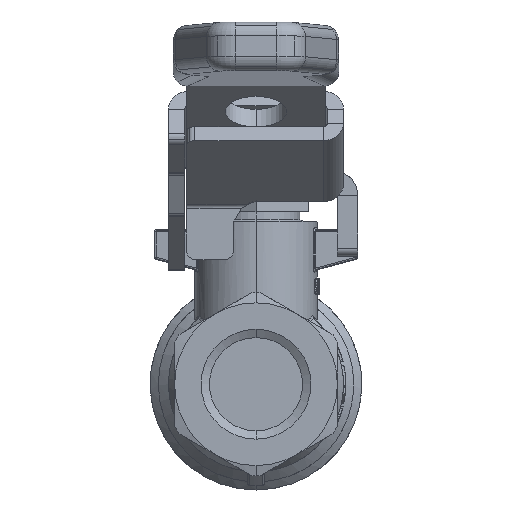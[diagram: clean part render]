
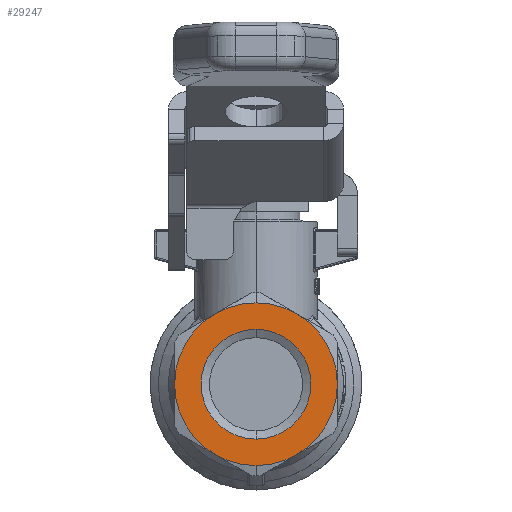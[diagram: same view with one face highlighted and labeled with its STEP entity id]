
A CAD part, front view. The second image highlights one B-rep face of the part: STEP entity #29247.
In plain terms, the highlighted planar face has unit normal (0, -1, 0).
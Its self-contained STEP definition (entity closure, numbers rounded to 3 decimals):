
#12796=CARTESIAN_POINT('',(-0.,-20.,6.75));
#12797=VERTEX_POINT('',#12796);
#12805=CARTESIAN_POINT('',(0.,-20.,-6.75));
#12806=VERTEX_POINT('',#12805);
#12807=CARTESIAN_POINT('',(0.,-20.,0.));
#12808=DIRECTION('',(0.,1.,-0.));
#12809=DIRECTION('',(-0.,0.,1.));
#12810=AXIS2_PLACEMENT_3D('',#12807,#12808,#12809);
#12811=CIRCLE('',#12810,6.75);
#12812=EDGE_CURVE('',#12806,#12797,#12811,.T.);
#12861=CARTESIAN_POINT('',(0.,-20.,-10.));
#12862=VERTEX_POINT('',#12861);
#12869=CARTESIAN_POINT('',(-5.,-20.,-8.66));
#12870=VERTEX_POINT('',#12869);
#12871=CARTESIAN_POINT('',(0.,-20.,0.));
#12872=DIRECTION('',(-0.,-1.,0.));
#12873=DIRECTION('',(0.,-0.,-1.));
#12874=AXIS2_PLACEMENT_3D('',#12871,#12872,#12873);
#12875=CIRCLE('',#12874,10.);
#12876=EDGE_CURVE('',#12870,#12862,#12875,.T.);
#12893=CARTESIAN_POINT('',(0.,-20.,10.));
#12894=VERTEX_POINT('',#12893);
#12901=CARTESIAN_POINT('',(5.,-20.,8.66));
#12902=VERTEX_POINT('',#12901);
#12903=CARTESIAN_POINT('',(0.,-20.,0.));
#12904=DIRECTION('',(-0.,-1.,0.));
#12905=DIRECTION('',(-0.,0.,1.));
#12906=AXIS2_PLACEMENT_3D('',#12903,#12904,#12905);
#12907=CIRCLE('',#12906,10.);
#12908=EDGE_CURVE('',#12902,#12894,#12907,.T.);
#25183=CARTESIAN_POINT('',(-10.,-20.,-0.));
#25184=VERTEX_POINT('',#25183);
#25206=CARTESIAN_POINT('',(0.,-20.,0.));
#25207=DIRECTION('',(-0.,-1.,0.));
#25208=DIRECTION('',(-0.,0.,1.));
#25209=AXIS2_PLACEMENT_3D('',#25206,#25207,#25208);
#25210=CIRCLE('',#25209,10.);
#25211=EDGE_CURVE('',#25184,#12870,#25210,.T.);
#25223=CARTESIAN_POINT('',(-5.,-20.,8.66));
#25224=VERTEX_POINT('',#25223);
#25246=CARTESIAN_POINT('',(0.,-20.,0.));
#25247=DIRECTION('',(-0.,-1.,0.));
#25248=DIRECTION('',(-0.,0.,1.));
#25249=AXIS2_PLACEMENT_3D('',#25246,#25247,#25248);
#25250=CIRCLE('',#25249,10.);
#25251=EDGE_CURVE('',#25224,#25184,#25250,.T.);
#25277=CARTESIAN_POINT('',(0.,-20.,0.));
#25278=DIRECTION('',(-0.,-1.,0.));
#25279=DIRECTION('',(-0.,0.,1.));
#25280=AXIS2_PLACEMENT_3D('',#25277,#25278,#25279);
#25281=CIRCLE('',#25280,10.);
#25282=EDGE_CURVE('',#12894,#25224,#25281,.T.);
#25300=CARTESIAN_POINT('',(10.,-20.,0.));
#25301=VERTEX_POINT('',#25300);
#25302=CARTESIAN_POINT('',(0.,-20.,0.));
#25303=DIRECTION('',(-0.,-1.,0.));
#25304=DIRECTION('',(-0.,0.,1.));
#25305=AXIS2_PLACEMENT_3D('',#25302,#25303,#25304);
#25306=CIRCLE('',#25305,10.);
#25307=EDGE_CURVE('',#25301,#12902,#25306,.T.);
#25340=CARTESIAN_POINT('',(5.,-20.,-8.66));
#25341=VERTEX_POINT('',#25340);
#25342=CARTESIAN_POINT('',(0.,-20.,0.));
#25343=DIRECTION('',(-0.,-1.,0.));
#25344=DIRECTION('',(-0.,0.,1.));
#25345=AXIS2_PLACEMENT_3D('',#25342,#25343,#25344);
#25346=CIRCLE('',#25345,10.);
#25347=EDGE_CURVE('',#25341,#25301,#25346,.T.);
#25388=CARTESIAN_POINT('',(0.,-20.,0.));
#25389=DIRECTION('',(-0.,-1.,0.));
#25390=DIRECTION('',(0.,-0.,-1.));
#25391=AXIS2_PLACEMENT_3D('',#25388,#25389,#25390);
#25392=CIRCLE('',#25391,10.);
#25393=EDGE_CURVE('',#12862,#25341,#25392,.T.);
#25555=CARTESIAN_POINT('',(0.,-20.,0.));
#25556=DIRECTION('',(0.,1.,-0.));
#25557=DIRECTION('',(-0.,0.,1.));
#25558=AXIS2_PLACEMENT_3D('',#25555,#25556,#25557);
#25559=CIRCLE('',#25558,6.75);
#25560=EDGE_CURVE('',#12797,#12806,#25559,.T.);
#29228=CARTESIAN_POINT('',(0.,-20.,10.375));
#29229=DIRECTION('',(-0.,-1.,0.));
#29230=DIRECTION('',(1.,-0.,0.));
#29231=AXIS2_PLACEMENT_3D('',#29228,#29229,#29230);
#29232=PLANE('',#29231);
#29233=ORIENTED_EDGE('',*,*,#12876,.T.);
#29234=ORIENTED_EDGE('',*,*,#25393,.T.);
#29235=ORIENTED_EDGE('',*,*,#25347,.T.);
#29236=ORIENTED_EDGE('',*,*,#25307,.T.);
#29237=ORIENTED_EDGE('',*,*,#12908,.T.);
#29238=ORIENTED_EDGE('',*,*,#25282,.T.);
#29239=ORIENTED_EDGE('',*,*,#25251,.T.);
#29240=ORIENTED_EDGE('',*,*,#25211,.T.);
#29241=EDGE_LOOP('',(#29233,#29234,#29235,#29236,#29237,#29238,#29239,#29240));
#29242=FACE_BOUND('',#29241,.T.);
#29243=ORIENTED_EDGE('',*,*,#12812,.T.);
#29244=ORIENTED_EDGE('',*,*,#25560,.T.);
#29245=EDGE_LOOP('',(#29243,#29244));
#29246=FACE_BOUND('',#29245,.T.);
#29247=ADVANCED_FACE('',(#29242,#29246),#29232,.T.);
